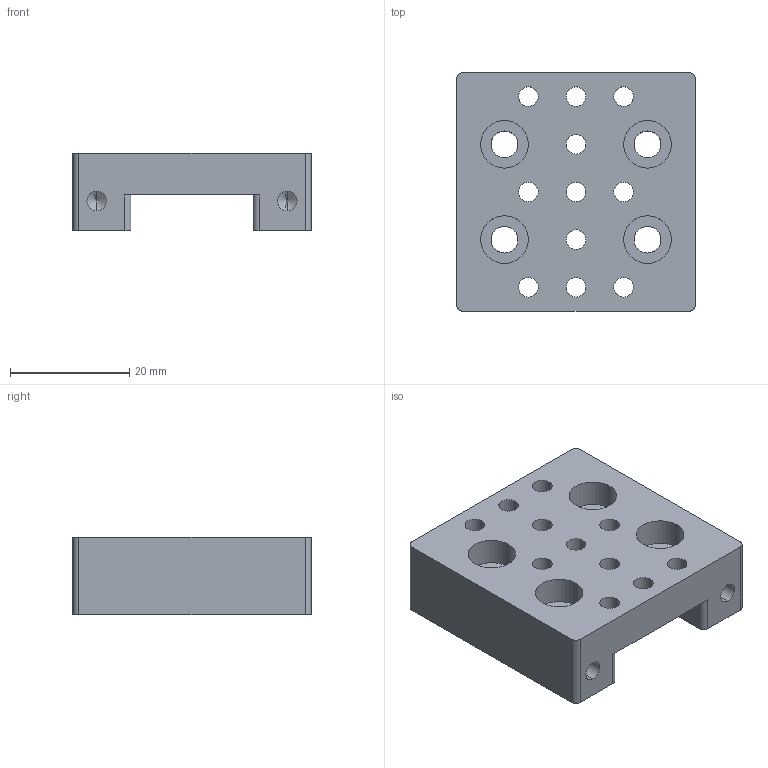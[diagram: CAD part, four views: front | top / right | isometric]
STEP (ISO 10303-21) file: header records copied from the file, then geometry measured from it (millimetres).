
FILE_DESCRIPTION (( 'STEP AP214' ), '1' );
FILE_NAME ('Linear Motion Block Connector直线导轨滑块连接器.step', '2016-10-28T04:17:22', ( 'dell' ), ( '' ), 'SwSTEP 2.0', 'SolidWorks 2013', '' );
FILE_SCHEMA (( 'AUTOMOTIVE_DESIGN' ));
Length unit declared in the file: millimetre
Products named in the file (1): Linear Motion Block Connector直线导轨滑块连接器
Bounding box: 40 x 40 x 13 mm (x, y, z)
Volume: 13415.6 mm3; surface area: 7179.1 mm2
Topology: 1 solids, 1 shells, 80 faces, 226 edges, 144 vertices
Faces by surface type: cylinder 54, plane 18, cone 8
Entity records: 3010 total; most frequent: DIRECTION 496, CARTESIAN_POINT 443, ORIENTED_EDGE 436, EDGE_CURVE 218, AXIS2_PLACEMENT_3D 197, VERTEX_POINT 144, CIRCLE 116, EDGE_LOOP 114
